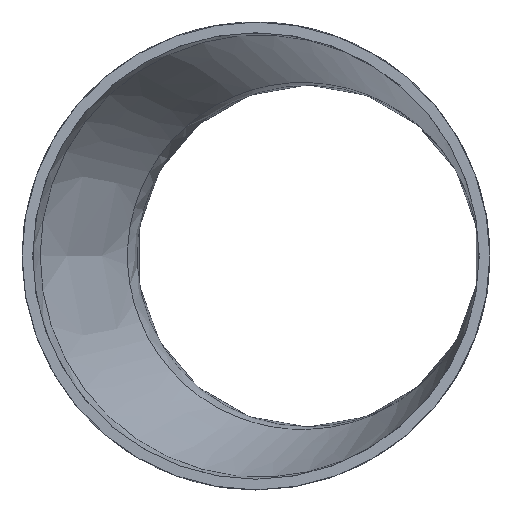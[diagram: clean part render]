
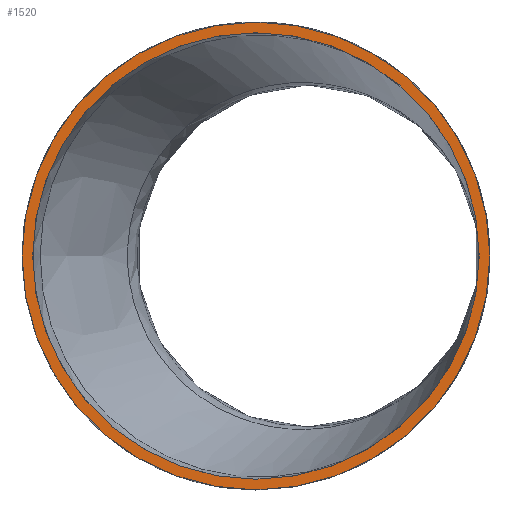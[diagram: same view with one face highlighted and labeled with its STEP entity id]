
A CAD part, left-side view. The second image highlights one B-rep face of the part: STEP entity #1520.
In plain terms, the highlighted planar face has unit normal (-1, 0, 0).
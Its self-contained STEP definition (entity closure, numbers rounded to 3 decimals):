
#10 = AXIS2_PLACEMENT_3D ( 'NONE', #2430, #11734, #4113 ) ;
#1520 = ADVANCED_FACE ( 'NONE', ( #10490, #8038 ), #17899, .T. ) ;
#2106 = CARTESIAN_POINT ( 'NONE',  ( 0., 0., 54.55 ) ) ;
#2430 = CARTESIAN_POINT ( 'NONE',  ( 0., 0., 0. ) ) ;
#3002 = CIRCLE ( 'NONE', #17449, 57.15 ) ;
#3078 = ORIENTED_EDGE ( 'NONE', *, *, #7796, .T. ) ;
#3786 = VERTEX_POINT ( 'NONE', #9948 ) ;
#4113 = DIRECTION ( 'NONE',  ( 0., 0., 1. ) ) ;
#6185 = EDGE_LOOP ( 'NONE', ( #3078 ) ) ;
#6538 = CARTESIAN_POINT ( 'NONE',  ( 0., 0., 0. ) ) ;
#7516 = EDGE_CURVE ( 'NONE', #14298, #14298, #18896, .T. ) ;
#7796 = EDGE_CURVE ( 'NONE', #3786, #3786, #3002, .T. ) ;
#8038 = FACE_OUTER_BOUND ( 'NONE', #6185, .T. ) ;
#9756 = DIRECTION ( 'NONE',  ( 0., 0., 1. ) ) ;
#9948 = CARTESIAN_POINT ( 'NONE',  ( 0., 0., 57.15 ) ) ;
#10490 = FACE_BOUND ( 'NONE', #12539, .T. ) ;
#11055 = DIRECTION ( 'NONE',  ( -1., 0., 0. ) ) ;
#11734 = DIRECTION ( 'NONE',  ( -1., 0., 0. ) ) ;
#12539 = EDGE_LOOP ( 'NONE', ( #18164 ) ) ;
#12704 = DIRECTION ( 'NONE',  ( -1., 0., 0. ) ) ;
#12976 = CARTESIAN_POINT ( 'NONE',  ( 0., 0., 0. ) ) ;
#14298 = VERTEX_POINT ( 'NONE', #2106 ) ;
#15907 = DIRECTION ( 'NONE',  ( 0., 0., 1. ) ) ;
#17449 = AXIS2_PLACEMENT_3D ( 'NONE', #12976, #12704, #9756 ) ;
#17899 = PLANE ( 'NONE',  #19997 ) ;
#18164 = ORIENTED_EDGE ( 'NONE', *, *, #7516, .F. ) ;
#18896 = CIRCLE ( 'NONE', #10, 54.55 ) ;
#19997 = AXIS2_PLACEMENT_3D ( 'NONE', #6538, #11055, #15907 ) ;
